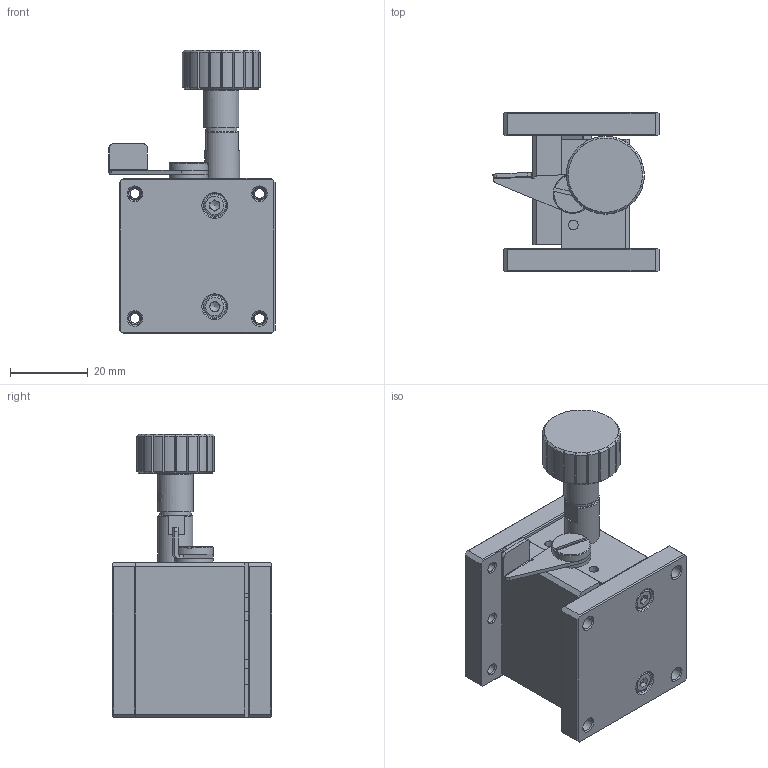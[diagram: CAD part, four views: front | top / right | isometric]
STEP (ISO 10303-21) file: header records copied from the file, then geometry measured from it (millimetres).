
FILE_DESCRIPTION (( 'STEP AP203' ), '1' );
FILE_NAME ('528813.STEP', '2024-10-15T07:38:54', ( 'Windows User' ), ( 'P R C' ), 'SwSTEP 2.0', 'SolidWorks 2020', '' );
FILE_SCHEMA (( 'CONFIG_CONTROL_DESIGN' ));
Products named in the file (1): 528813
Bounding box: 42.66 x 41 x 72.9 mm (x, y, z)
Volume: 53344.7 mm3; surface area: 28067.3 mm2
Topology: 19 solids, 19 shells, 704 faces, 1741 edges, 1094 vertices
Faces by surface type: plane 365, cylinder 147, cone 147, bspline 45
Full cylindrical faces by diameter (mm): 2.05 x3, 2.2 x1, 2.5 x18, 2.8 x2, 3 x5, 3.3 x1, 3.4 x8, 4 x16, 4.1 x2, 4.5 x2, 5.5 x4, 6 x8, 7.4 x1, 8 x4, 9 x3, 10 x2
Entity records: 109665 total; most frequent: CARTESIAN_POINT 94709, ORIENTED_EDGE 3048, DIRECTION 2853, EDGE_CURVE 1524, AXIS2_PLACEMENT_3D 1058, VERTEX_POINT 1029, EDGE_LOOP 907, FACE_OUTER_BOUND 764
